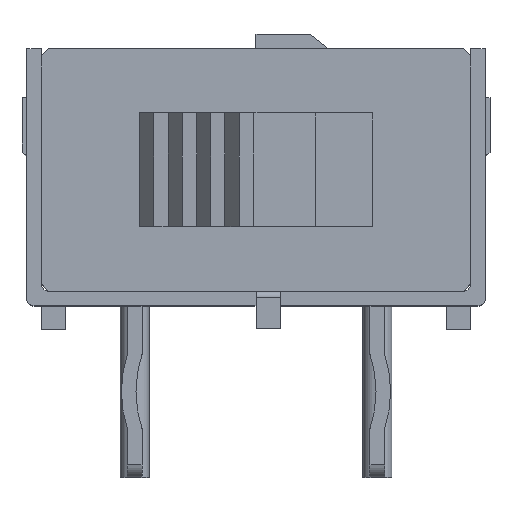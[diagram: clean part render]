
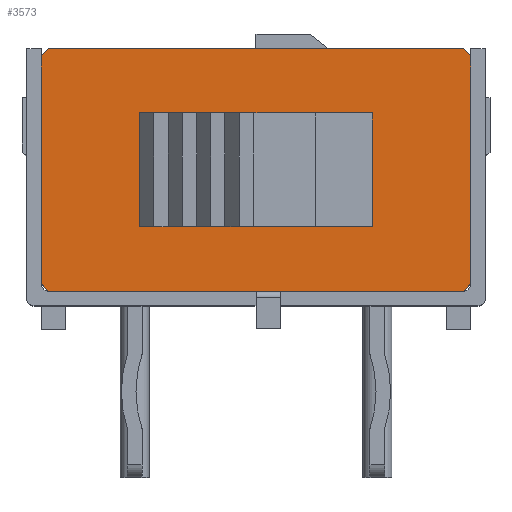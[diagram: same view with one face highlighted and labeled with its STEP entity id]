
A CAD part, top view. The second image highlights one B-rep face of the part: STEP entity #3573.
In plain terms, the highlighted planar face has unit normal (0, 0, 1).
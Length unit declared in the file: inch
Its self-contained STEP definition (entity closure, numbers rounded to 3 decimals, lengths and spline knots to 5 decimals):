
#844=ORIENTED_EDGE('',*,*,#1524,.F.);
#845=ORIENTED_EDGE('',*,*,#1525,.F.);
#846=ORIENTED_EDGE('',*,*,#1526,.F.);
#847=ORIENTED_EDGE('',*,*,#1527,.F.);
#848=ORIENTED_EDGE('',*,*,#1507,.T.);
#849=ORIENTED_EDGE('',*,*,#1513,.T.);
#850=ORIENTED_EDGE('',*,*,#1487,.T.);
#851=ORIENTED_EDGE('',*,*,#1515,.T.);
#852=ORIENTED_EDGE('',*,*,#1521,.T.);
#853=ORIENTED_EDGE('',*,*,#1522,.T.);
#854=ORIENTED_EDGE('',*,*,#1493,.T.);
#855=ORIENTED_EDGE('',*,*,#1523,.T.);
#1487=EDGE_CURVE('',#1890,#1889,#2261,.T.);
#1493=EDGE_CURVE('',#1896,#1895,#2267,.T.);
#1507=EDGE_CURVE('',#1905,#1904,#2281,.T.);
#1513=EDGE_CURVE('',#1904,#1890,#2287,.T.);
#1515=EDGE_CURVE('',#1889,#1910,#2289,.T.);
#1521=EDGE_CURVE('',#1910,#1915,#2295,.T.);
#1522=EDGE_CURVE('',#1915,#1896,#2296,.T.);
#1523=EDGE_CURVE('',#1895,#1905,#2297,.T.);
#1524=EDGE_CURVE('',#1916,#1917,#2298,.T.);
#1525=EDGE_CURVE('',#1918,#1916,#2299,.T.);
#1526=EDGE_CURVE('',#1919,#1918,#2300,.T.);
#1527=EDGE_CURVE('',#1917,#1919,#2301,.T.);
#1889=VERTEX_POINT('',#5579);
#1890=VERTEX_POINT('',#5581);
#1895=VERTEX_POINT('',#5592);
#1896=VERTEX_POINT('',#5594);
#1904=VERTEX_POINT('',#5618);
#1905=VERTEX_POINT('',#5620);
#1910=VERTEX_POINT('',#5634);
#1915=VERTEX_POINT('',#5646);
#1916=VERTEX_POINT('',#5654);
#1917=VERTEX_POINT('',#5655);
#1918=VERTEX_POINT('',#5657);
#1919=VERTEX_POINT('',#5659);
#2261=LINE('',#5580,#2697);
#2267=LINE('',#5593,#2703);
#2281=LINE('',#5619,#2717);
#2287=LINE('',#5631,#2723);
#2289=LINE('',#5635,#2725);
#2295=LINE('',#5647,#2731);
#2296=LINE('',#5649,#2732);
#2297=LINE('',#5651,#2733);
#2298=LINE('',#5653,#2734);
#2299=LINE('',#5656,#2735);
#2300=LINE('',#5658,#2736);
#2301=LINE('',#5660,#2737);
#2697=VECTOR('',#4591,39.37008);
#2703=VECTOR('',#4599,39.37008);
#2717=VECTOR('',#4619,39.37008);
#2723=VECTOR('',#4627,39.37008);
#2725=VECTOR('',#4631,39.37008);
#2731=VECTOR('',#4639,39.37008);
#2732=VECTOR('',#4642,39.37008);
#2733=VECTOR('',#4645,39.37008);
#2734=VECTOR('',#4648,39.37008);
#2735=VECTOR('',#4649,39.37008);
#2736=VECTOR('',#4650,39.37008);
#2737=VECTOR('',#4651,39.37008);
#3026=EDGE_LOOP('',(#844,#845,#846,#847));
#3027=EDGE_LOOP('',(#848,#849,#850,#851,#852,#853,#854,#855));
#3232=FACE_BOUND('',#3026,.T.);
#3233=FACE_BOUND('',#3027,.T.);
#3385=PLANE('',#3896);
#3573=ADVANCED_FACE('',(#3232,#3233),#3385,.T.);
#3896=AXIS2_PLACEMENT_3D('',#5652,#4646,#4647);
#4591=DIRECTION('',(1.,0.,0.));
#4599=DIRECTION('',(-1.,0.,0.));
#4619=DIRECTION('',(0.,-1.,0.));
#4627=DIRECTION('',(0.707,-0.707,0.));
#4631=DIRECTION('',(0.707,0.707,0.));
#4639=DIRECTION('',(0.,1.,0.));
#4642=DIRECTION('',(-0.707,0.707,0.));
#4645=DIRECTION('',(-0.707,-0.707,0.));
#4646=DIRECTION('',(0.,0.,1.));
#4647=DIRECTION('',(1.,0.,0.));
#4648=DIRECTION('',(-1.,0.,0.));
#4649=DIRECTION('',(0.,1.,0.));
#4650=DIRECTION('',(1.,0.,0.));
#4651=DIRECTION('',(0.,-1.,0.));
#5579=CARTESIAN_POINT('',(0.171,-0.1,0.1635));
#5580=CARTESIAN_POINT('',(-0.171,-0.1,0.1635));
#5581=CARTESIAN_POINT('',(-0.171,-0.1,0.1635));
#5592=CARTESIAN_POINT('',(-0.171,0.1,0.1635));
#5593=CARTESIAN_POINT('',(0.171,0.1,0.1635));
#5594=CARTESIAN_POINT('',(0.171,0.1,0.1635));
#5618=CARTESIAN_POINT('',(-0.177,-0.094,0.1635));
#5619=CARTESIAN_POINT('',(-0.177,0.094,0.1635));
#5620=CARTESIAN_POINT('',(-0.177,0.094,0.1635));
#5631=CARTESIAN_POINT('',(-0.177,-0.094,0.1635));
#5634=CARTESIAN_POINT('',(0.177,-0.094,0.1635));
#5635=CARTESIAN_POINT('',(0.171,-0.1,0.1635));
#5646=CARTESIAN_POINT('',(0.177,0.094,0.1635));
#5647=CARTESIAN_POINT('',(0.177,-0.094,0.1635));
#5649=CARTESIAN_POINT('',(0.177,0.094,0.1635));
#5651=CARTESIAN_POINT('',(-0.171,0.1,0.1635));
#5652=CARTESIAN_POINT('',(0.,0.,0.1635));
#5653=CARTESIAN_POINT('',(0.096,0.047,0.1635));
#5654=CARTESIAN_POINT('',(0.096,0.047,0.1635));
#5655=CARTESIAN_POINT('',(-0.096,0.047,0.1635));
#5656=CARTESIAN_POINT('',(0.096,-0.047,0.1635));
#5657=CARTESIAN_POINT('',(0.096,-0.047,0.1635));
#5658=CARTESIAN_POINT('',(-0.096,-0.047,0.1635));
#5659=CARTESIAN_POINT('',(-0.096,-0.047,0.1635));
#5660=CARTESIAN_POINT('',(-0.096,0.047,0.1635));
